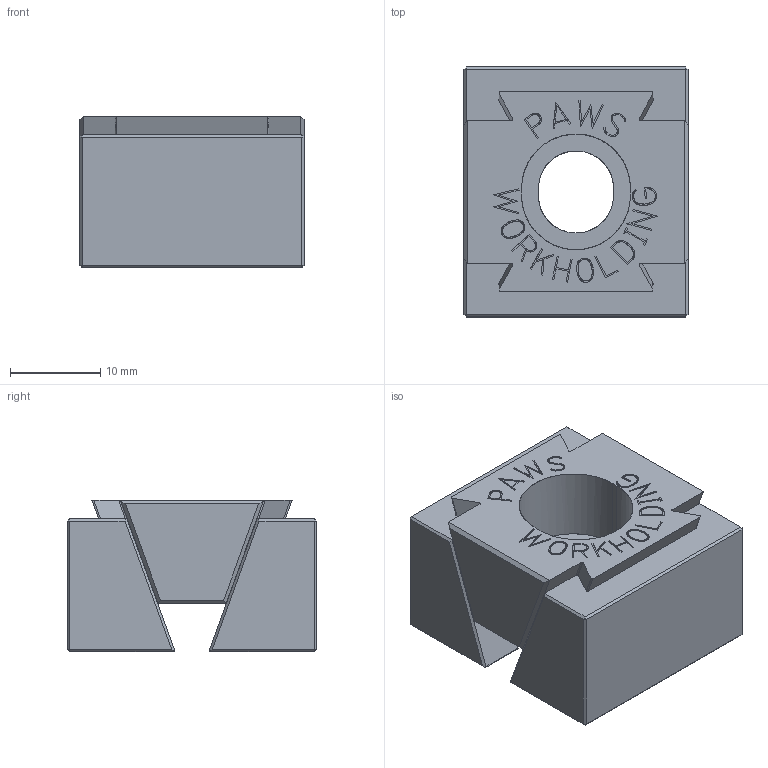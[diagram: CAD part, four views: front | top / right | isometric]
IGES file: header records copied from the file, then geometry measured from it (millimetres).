
Global section: file name: 2030-PWC.MCX-6; native system: MASTERCAMX6; preprocessor: 1; date: 140710.114229; units: inch
Bounding box: 24.89 x 27.73 x 16.79 mm (x, y, z)
Surface area: 5212.3 mm2 (no closed solid volume)
Topology: 0 solids, 0 shells, 295 faces, 4207 edges, 4208 vertices
Faces by surface type: bspline 295
